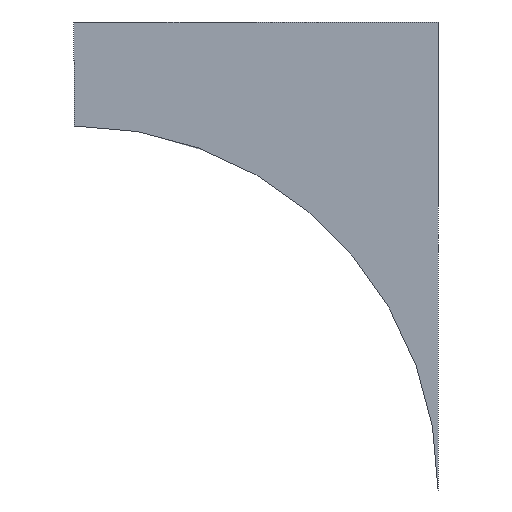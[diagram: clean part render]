
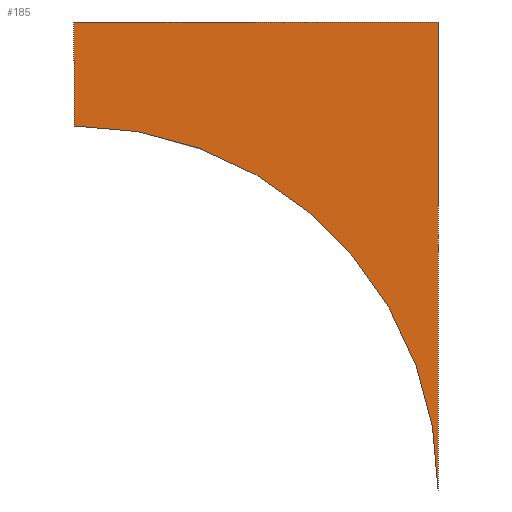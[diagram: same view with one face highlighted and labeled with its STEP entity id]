
A CAD part, front view. The second image highlights one B-rep face of the part: STEP entity #185.
In plain terms, the highlighted planar face has unit normal (0, -1, 0).
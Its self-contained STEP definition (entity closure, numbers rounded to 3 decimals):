
#84=CIRCLE('',#1086,14.);
#185=ADVANCED_FACE('',(#267),#236,.F.);
#236=PLANE('',#1088);
#267=FACE_OUTER_BOUND('',#320,.T.);
#320=EDGE_LOOP('',(#513,#514,#515,#516));
#513=ORIENTED_EDGE('',*,*,#840,.T.);
#514=ORIENTED_EDGE('',*,*,#861,.T.);
#515=ORIENTED_EDGE('',*,*,#796,.T.);
#516=ORIENTED_EDGE('',*,*,#800,.T.);
#696=VERTEX_POINT('',#1461);
#697=VERTEX_POINT('',#1463);
#699=VERTEX_POINT('',#1469);
#729=VERTEX_POINT('',#1540);
#796=EDGE_CURVE('',#697,#696,#927,.T.);
#800=EDGE_CURVE('',#696,#699,#931,.T.);
#840=EDGE_CURVE('',#699,#729,#961,.T.);
#861=EDGE_CURVE('',#729,#697,#84,.T.);
#927=LINE('',#1462,#1018);
#931=LINE('',#1470,#1022);
#961=LINE('',#1541,#1052);
#1018=VECTOR('',#1185,1.);
#1022=VECTOR('',#1191,1.);
#1052=VECTOR('',#1243,1.);
#1086=AXIS2_PLACEMENT_3D('',#2665,#1248,#1249);
#1088=AXIS2_PLACEMENT_3D('',#2667,#1252,#1253);
#1185=DIRECTION('',(0.,0.,1.));
#1191=DIRECTION('',(-1.,0.,0.));
#1243=DIRECTION('',(0.,0.,-1.));
#1248=DIRECTION('',(0.,1.,0.));
#1249=DIRECTION('',(1.,0.,0.));
#1252=DIRECTION('',(0.,1.,0.));
#1253=DIRECTION('',(0.,0.,1.));
#1461=CARTESIAN_POINT('',(14.,-600.,18.));
#1462=CARTESIAN_POINT('',(14.,-600.,0.));
#1463=CARTESIAN_POINT('',(14.,-600.,0.));
#1469=CARTESIAN_POINT('',(0.,-600.,18.));
#1470=CARTESIAN_POINT('',(14.,-600.,18.));
#1540=CARTESIAN_POINT('',(0.,-600.,14.));
#1541=CARTESIAN_POINT('',(0.,-600.,18.));
#2665=CARTESIAN_POINT('',(0.,-600.,0.));
#2667=CARTESIAN_POINT('',(0.,-600.,0.));
